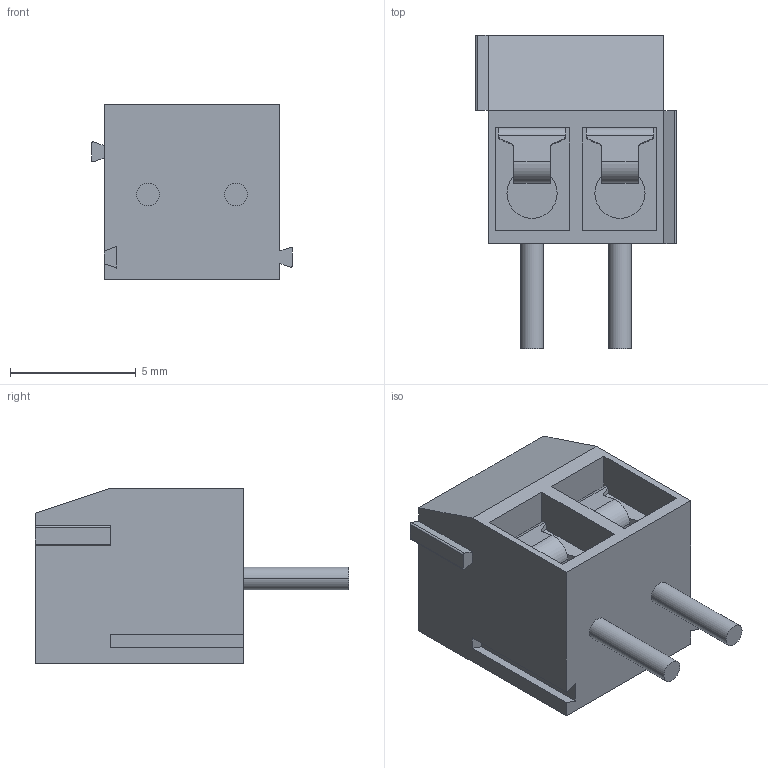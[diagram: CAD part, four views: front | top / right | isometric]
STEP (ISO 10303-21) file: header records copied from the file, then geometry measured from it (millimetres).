
FILE_DESCRIPTION(('STEP AP242'),'1');
FILE_NAME('1098611_1776275-2.stp','2018-10-29T05:39:58',('TraceParts'),('TraceParts S.A.'),'Spatial InterOp 3D',' ',' ');
FILE_SCHEMA(('AP242_MANAGED_MODEL_BASED_3D_ENGINEERING_MIM_LF {1 0 10303 442 1 1 4}'));
Length unit declared in the file: millimetre
Products named in the file (1): 1098611_1776275-2
Bounding box: 8 x 12.5 x 7 mm (x, y, z)
Volume: 349.3 mm3; surface area: 468.6 mm2
Topology: 1 solids, 1 shells, 133 faces, 355 edges, 230 vertices
Faces by surface type: plane 101, cylinder 28, bspline 4
Entity records: 4216 total; most frequent: CARTESIAN_POINT 851, ORIENTED_EDGE 710, DIRECTION 667, EDGE_CURVE 355, LINE 287, VECTOR 287, VERTEX_POINT 230, AXIS2_PLACEMENT_3D 190
